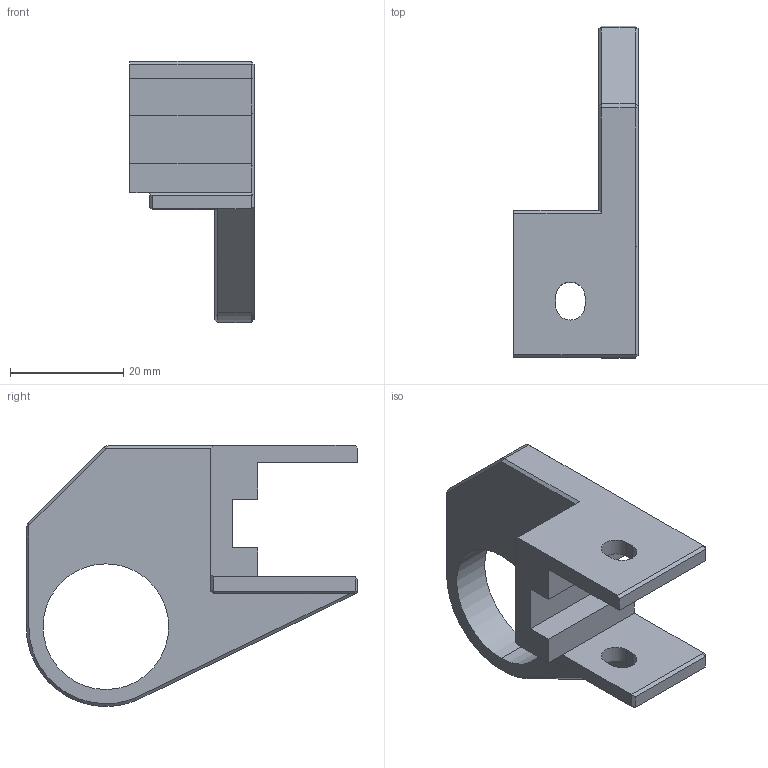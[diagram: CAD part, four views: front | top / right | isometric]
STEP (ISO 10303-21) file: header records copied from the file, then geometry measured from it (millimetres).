
FILE_DESCRIPTION(/* description */ ('Alibre Inc.'),/* implementation_level */ '2;1');
FILE_NAME(/* name */ 'export-6D17E4CD-30C3-47F8-BDA3-766B34687E3F',/* time_stamp */ '2024-04-29T17:05:38-07:00',/* author */ (''),/* organization */ (''),/* preprocessor_version */ 'ST-DEVELOPER v17',/* originating_system */ 'Alibre',/* authorisation */ '');
FILE_SCHEMA (('CONFIG_CONTROL_DESIGN'));
Length unit declared in the file: millimetre
Bounding box: 22 x 58.61 x 46.1 mm (x, y, z)
Volume: 13298.5 mm3; surface area: 6735.6 mm2
Topology: 1 solids, 1 shells, 82 faces, 206 edges, 127 vertices
Faces by surface type: plane 68, cylinder 8, cone 6
Entity records: 2402 total; most frequent: CARTESIAN_POINT 431, ORIENTED_EDGE 412, DIRECTION 315, EDGE_CURVE 206, VECTOR 175, LINE 175, VERTEX_POINT 127, AXIS2_PLACEMENT_3D 103
